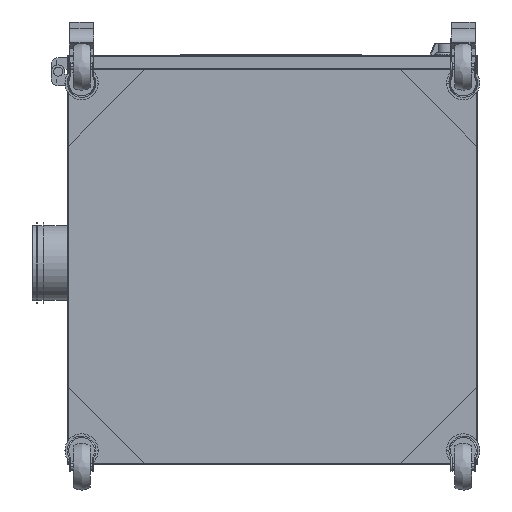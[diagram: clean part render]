
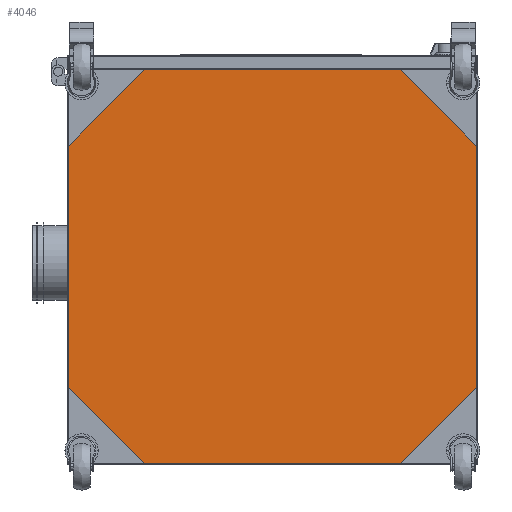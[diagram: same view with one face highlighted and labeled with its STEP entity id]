
A CAD part, front view. The second image highlights one B-rep face of the part: STEP entity #4046.
In plain terms, the highlighted planar face has unit normal (0, -1, 0).
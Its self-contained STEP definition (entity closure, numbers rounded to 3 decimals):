
#5=DIRECTION('',(1.,0.,0.));
#6=VECTOR('',#5,430.);
#7=CARTESIAN_POINT('',(-215.,-407.5,-415.));
#8=LINE('',#7,#6);
#819=DIRECTION('',(1.,0.,0.));
#820=VECTOR('',#819,430.);
#821=CARTESIAN_POINT('',(-215.,-407.5,0.));
#822=LINE('',#821,#820);
#859=DIRECTION('',(0.,0.,-1.));
#860=VECTOR('',#859,415.);
#861=CARTESIAN_POINT('',(215.,-407.5,0.));
#862=LINE('',#861,#860);
#863=DIRECTION('',(0.,0.,-1.));
#864=VECTOR('',#863,415.);
#865=CARTESIAN_POINT('',(-215.,-407.5,0.));
#866=LINE('',#865,#864);
#867=CARTESIAN_POINT('',(-200.,-407.5,-15.));
#868=DIRECTION('',(0.,-1.,0.));
#869=DIRECTION('',(1.,0.,0.));
#870=AXIS2_PLACEMENT_3D('',#867,#868,#869);
#872=CARTESIAN_POINT('',(-200.,-407.5,-15.));
#873=DIRECTION('',(0.,-1.,0.));
#874=DIRECTION('',(-1.,0.,0.));
#875=AXIS2_PLACEMENT_3D('',#872,#873,#874);
#877=CARTESIAN_POINT('',(200.,-407.5,-15.));
#878=DIRECTION('',(0.,-1.,0.));
#879=DIRECTION('',(1.,0.,0.));
#880=AXIS2_PLACEMENT_3D('',#877,#878,#879);
#882=CARTESIAN_POINT('',(200.,-407.5,-15.));
#883=DIRECTION('',(0.,-1.,0.));
#884=DIRECTION('',(-1.,0.,0.));
#885=AXIS2_PLACEMENT_3D('',#882,#883,#884);
#887=CARTESIAN_POINT('',(200.,-407.5,-400.));
#888=DIRECTION('',(0.,-1.,0.));
#889=DIRECTION('',(1.,0.,0.));
#890=AXIS2_PLACEMENT_3D('',#887,#888,#889);
#892=CARTESIAN_POINT('',(200.,-407.5,-400.));
#893=DIRECTION('',(0.,-1.,0.));
#894=DIRECTION('',(-1.,0.,0.));
#895=AXIS2_PLACEMENT_3D('',#892,#893,#894);
#897=CARTESIAN_POINT('',(-200.,-407.5,-400.));
#898=DIRECTION('',(0.,-1.,0.));
#899=DIRECTION('',(1.,0.,0.));
#900=AXIS2_PLACEMENT_3D('',#897,#898,#899);
#902=CARTESIAN_POINT('',(-200.,-407.5,-400.));
#903=DIRECTION('',(0.,-1.,0.));
#904=DIRECTION('',(-1.,0.,0.));
#905=AXIS2_PLACEMENT_3D('',#902,#903,#904);
#2662=CARTESIAN_POINT('',(-215.,-407.5,0.));
#2664=VERTEX_POINT('',#2662);
#2665=CARTESIAN_POINT('',(215.,-407.5,0.));
#2666=VERTEX_POINT('',#2665);
#2670=CARTESIAN_POINT('',(-215.,-407.5,-415.));
#2672=VERTEX_POINT('',#2670);
#2673=CARTESIAN_POINT('',(215.,-407.5,-415.));
#2674=VERTEX_POINT('',#2673);
#2757=CARTESIAN_POINT('',(-195.,-407.5,-15.));
#2758=CARTESIAN_POINT('',(-205.,-407.5,-15.));
#2759=VERTEX_POINT('',#2757);
#2760=VERTEX_POINT('',#2758);
#2761=CARTESIAN_POINT('',(205.,-407.5,-15.));
#2762=CARTESIAN_POINT('',(195.,-407.5,-15.));
#2763=VERTEX_POINT('',#2761);
#2764=VERTEX_POINT('',#2762);
#2765=CARTESIAN_POINT('',(205.,-407.5,-400.));
#2766=CARTESIAN_POINT('',(195.,-407.5,-400.));
#2767=VERTEX_POINT('',#2765);
#2768=VERTEX_POINT('',#2766);
#2769=CARTESIAN_POINT('',(-195.,-407.5,-400.));
#2770=CARTESIAN_POINT('',(-205.,-407.5,-400.));
#2771=VERTEX_POINT('',#2769);
#2772=VERTEX_POINT('',#2770);
#4011=CARTESIAN_POINT('',(-215.,-407.5,0.));
#4012=DIRECTION('',(0.,-1.,0.));
#4013=DIRECTION('',(1.,0.,0.));
#4014=AXIS2_PLACEMENT_3D('',#4011,#4012,#4013);
#4015=PLANE('',#4014);
#4016=ORIENTED_EDGE('',*,*,#3960,.T.);
#4017=ORIENTED_EDGE('',*,*,#4006,.T.);
#4018=ORIENTED_EDGE('',*,*,#3484,.F.);
#4019=ORIENTED_EDGE('',*,*,#3876,.F.);
#4020=EDGE_LOOP('',(#4016,#4017,#4018,#4019));
#4021=FACE_OUTER_BOUND('',#4020,.F.);
#4023=ORIENTED_EDGE('',*,*,#4022,.T.);
#4025=ORIENTED_EDGE('',*,*,#4024,.T.);
#4026=EDGE_LOOP('',(#4023,#4025));
#4027=FACE_BOUND('',#4026,.F.);
#4029=ORIENTED_EDGE('',*,*,#4028,.T.);
#4031=ORIENTED_EDGE('',*,*,#4030,.T.);
#4032=EDGE_LOOP('',(#4029,#4031));
#4033=FACE_BOUND('',#4032,.F.);
#4035=ORIENTED_EDGE('',*,*,#4034,.T.);
#4037=ORIENTED_EDGE('',*,*,#4036,.T.);
#4038=EDGE_LOOP('',(#4035,#4037));
#4039=FACE_BOUND('',#4038,.F.);
#4041=ORIENTED_EDGE('',*,*,#4040,.T.);
#4043=ORIENTED_EDGE('',*,*,#4042,.T.);
#4044=EDGE_LOOP('',(#4041,#4043));
#4045=FACE_BOUND('',#4044,.F.);
#4046=ADVANCED_FACE('',(#4021,#4027,#4033,#4039,#4045),#4015,.T.);
#871=CIRCLE('',#870,5.);
#876=CIRCLE('',#875,5.);
#881=CIRCLE('',#880,5.);
#886=CIRCLE('',#885,5.);
#891=CIRCLE('',#890,5.);
#896=CIRCLE('',#895,5.);
#901=CIRCLE('',#900,5.);
#906=CIRCLE('',#905,5.);
#3484=EDGE_CURVE('',#2672,#2674,#8,.T.);
#3876=EDGE_CURVE('',#2664,#2672,#866,.T.);
#3960=EDGE_CURVE('',#2664,#2666,#822,.T.);
#4006=EDGE_CURVE('',#2666,#2674,#862,.T.);
#4022=EDGE_CURVE('',#2759,#2760,#871,.T.);
#4024=EDGE_CURVE('',#2760,#2759,#876,.T.);
#4028=EDGE_CURVE('',#2763,#2764,#881,.T.);
#4030=EDGE_CURVE('',#2764,#2763,#886,.T.);
#4034=EDGE_CURVE('',#2767,#2768,#891,.T.);
#4036=EDGE_CURVE('',#2768,#2767,#896,.T.);
#4040=EDGE_CURVE('',#2771,#2772,#901,.T.);
#4042=EDGE_CURVE('',#2772,#2771,#906,.T.);
